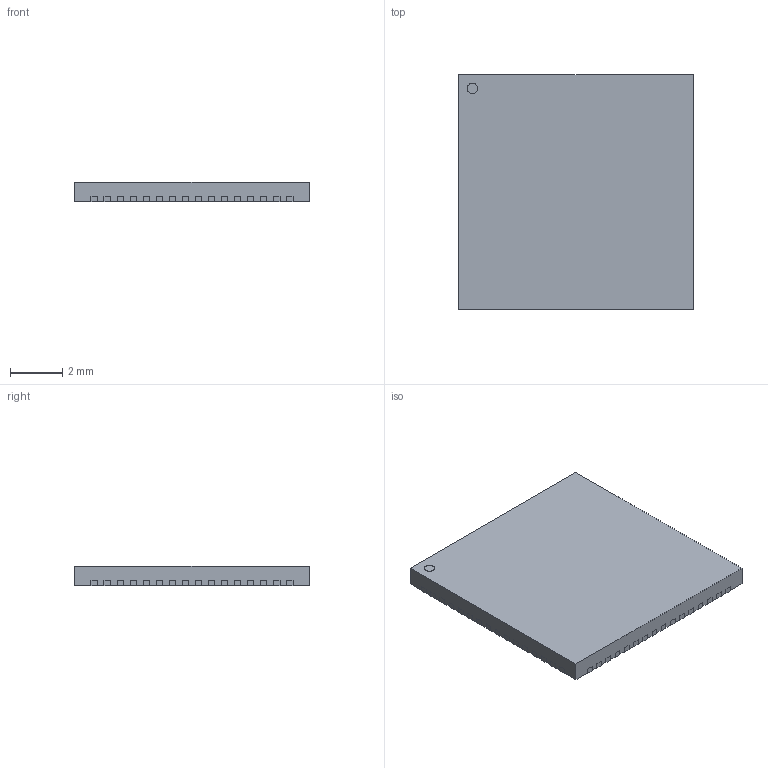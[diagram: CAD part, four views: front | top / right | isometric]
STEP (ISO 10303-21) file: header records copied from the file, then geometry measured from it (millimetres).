
FILE_DESCRIPTION (( 'STEP AP214' ), '1' );
FILE_NAME ('WQFN-64_ JEDEC_MO-220_WMMD-4.STEP', '2022-01-31T11:03:07', ( '' ), ( '' ), 'SwSTEP 2.0', 'SolidWorks 2019', '' );
FILE_SCHEMA (( 'AUTOMOTIVE_DESIGN' ));
Length unit declared in the file: millimetre
Products named in the file (1): WQFN-64_ JEDEC_MO-220_WMMD-4
Bounding box: 9 x 9 x 0.75 mm (x, y, z)
Volume: 60.3 mm3; surface area: 190.5 mm2
Topology: 1 solids, 1 shells, 530 faces, 1578 edges, 1052 vertices
Faces by surface type: plane 397, cylinder 133
Entity records: 23532 total; most frequent: CARTESIAN_POINT 3161, ORIENTED_EDGE 3156, DIRECTION 2906, EDGE_CURVE 1578, VECTOR 1312, LINE 1312, VERTEX_POINT 1052, AXIS2_PLACEMENT_3D 797
